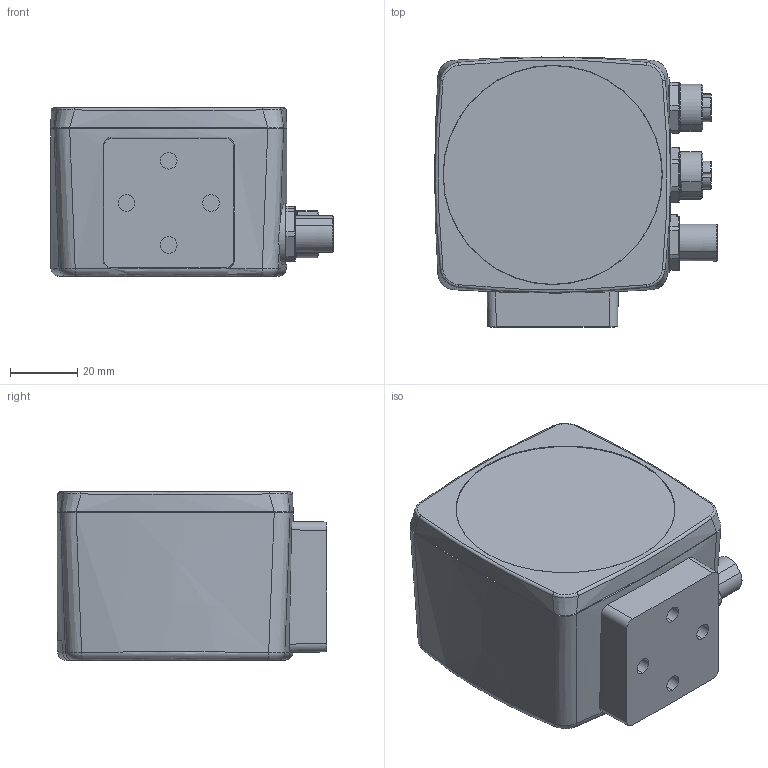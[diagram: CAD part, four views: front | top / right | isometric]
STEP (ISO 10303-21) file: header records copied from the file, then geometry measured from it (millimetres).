
FILE_DESCRIPTION((''),'2;1');
FILE_NAME('DM_CAD-1277_SW0001','2014-02-13T',('creinig-se'),(''),'PRO/ENGINEER BY PARAMETRIC TECHNOLOGY CORPORATION, 2013050','PRO/ENGINEER BY PARAMETRIC TECHNOLOGY CORPORATION, 2013050','');
FILE_SCHEMA(('CONFIG_CONTROL_DESIGN'));
Length unit declared in the file: millimetre
Products named in the file (1): DM_CAD-1277_SW0001
Bounding box: 83.8 x 80 x 50 mm (x, y, z)
Volume: 239268.7 mm3; surface area: 40943.5 mm2
Topology: 2 solids, 2 shells, 550 faces, 1395 edges, 852 vertices
Faces by surface type: cylinder 190, plane 134, torus 83, bspline 77, cone 62, sphere 4
Entity records: 22971 total; most frequent: CARTESIAN_POINT 8798, ORIENTED_EDGE 2778, DIRECTION 2641, EDGE_CURVE 1389, AXIS2_PLACEMENT_3D 1073, VERTEX_POINT 846, CIRCLE 599, EDGE_LOOP 589
